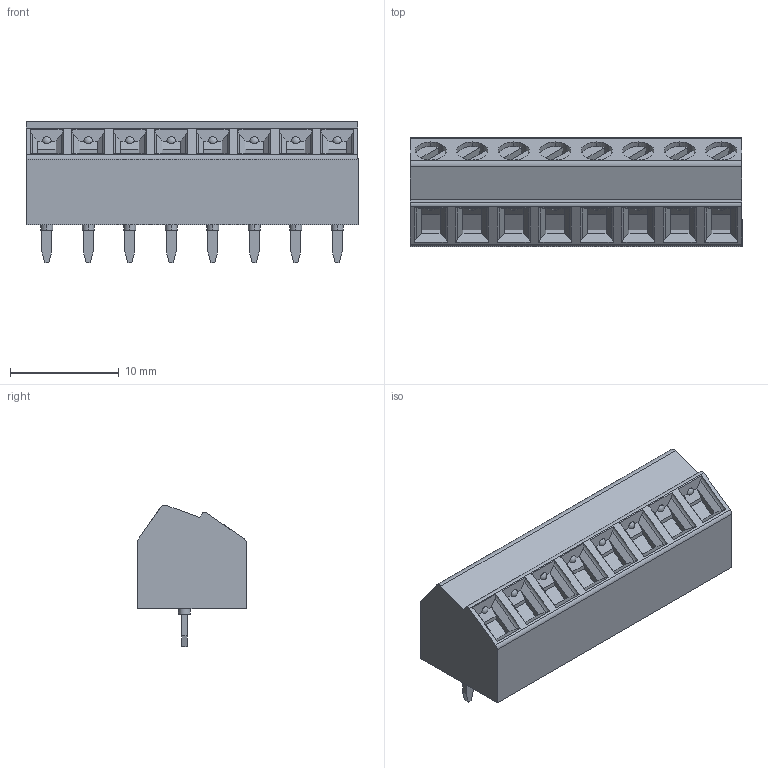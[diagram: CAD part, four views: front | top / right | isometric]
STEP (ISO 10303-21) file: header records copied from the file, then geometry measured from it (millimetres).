
FILE_DESCRIPTION((''),'2;1');
FILE_NAME('PHOENIX_1728349.stp','2009-06-11T20:27:57',(''),(''),'Mechanical Desktop 2009','Mechanical Desktop 2009',', , ');
FILE_SCHEMA(('AUTOMOTIVE_DESIGN { 1 2 10303 214 1 1 1 1 }'));
Length unit declared in the file: millimetre
Products named in the file (1): Product
Bounding box: 30.48 x 10 x 13 mm (x, y, z)
Volume: 2390.8 mm3; surface area: 1658.5 mm2
Topology: 9 solids, 9 shells, 321 faces, 785 edges, 518 vertices
Faces by surface type: plane 218, cylinder 87, bspline 8, sphere 8
Entity records: 9477 total; most frequent: CARTESIAN_POINT 1649, DIRECTION 1635, ORIENTED_EDGE 1570, EDGE_CURVE 785, VECTOR 563, LINE 563, AXIS2_PLACEMENT_3D 536, VERTEX_POINT 518
